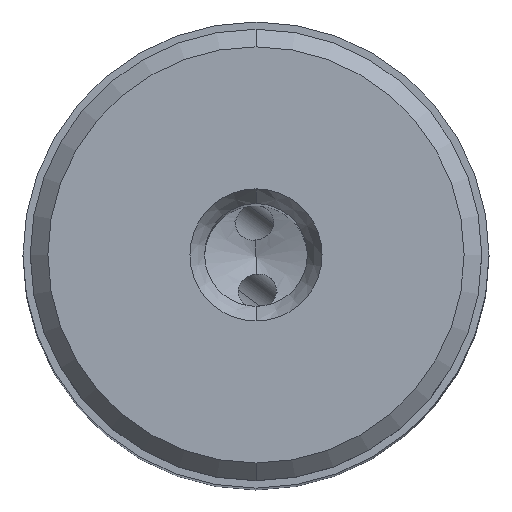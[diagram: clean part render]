
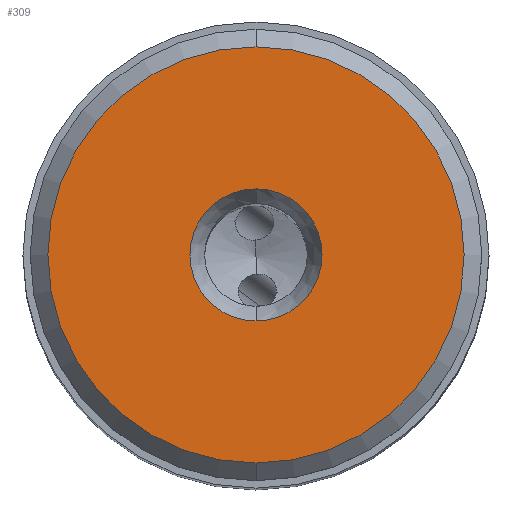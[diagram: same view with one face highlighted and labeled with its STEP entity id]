
A CAD part, top view. The second image highlights one B-rep face of the part: STEP entity #309.
In plain terms, the highlighted planar face has unit normal (0, 0, 1).
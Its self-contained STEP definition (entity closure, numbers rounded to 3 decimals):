
#117=FACE_BOUND('',#846,.T.);
#118=FACE_BOUND('',#847,.T.);
#189=PLANE('',#4196);
#309=ADVANCED_FACE('',(#117,#118),#189,.T.);
#846=EDGE_LOOP('',(#2207,#2208));
#847=EDGE_LOOP('',(#2209,#2210));
#1505=CIRCLE('',#4191,4.5);
#1506=CIRCLE('',#4193,14.175);
#1507=CIRCLE('',#4194,14.175);
#1508=CIRCLE('',#4195,4.5);
#2207=ORIENTED_EDGE('',*,*,#3484,.F.);
#2208=ORIENTED_EDGE('',*,*,#3485,.F.);
#2209=ORIENTED_EDGE('',*,*,#3486,.F.);
#2210=ORIENTED_EDGE('',*,*,#3483,.F.);
#3008=VERTEX_POINT('',#8793);
#3009=VERTEX_POINT('',#8795);
#3010=VERTEX_POINT('',#8799);
#3011=VERTEX_POINT('',#8800);
#3483=EDGE_CURVE('',#3009,#3008,#1505,.T.);
#3484=EDGE_CURVE('',#3010,#3011,#1506,.T.);
#3485=EDGE_CURVE('',#3011,#3010,#1507,.T.);
#3486=EDGE_CURVE('',#3008,#3009,#1508,.T.);
#4191=AXIS2_PLACEMENT_3D('',#8796,#4947,#4948);
#4193=AXIS2_PLACEMENT_3D('',#8798,#4951,#4952);
#4194=AXIS2_PLACEMENT_3D('',#8801,#4953,#4954);
#4195=AXIS2_PLACEMENT_3D('',#8802,#4955,#4956);
#4196=AXIS2_PLACEMENT_3D('',#8803,#4957,#4958);
#4947=DIRECTION('',(0.,0.,1.));
#4948=DIRECTION('',(0.,-1.,0.));
#4951=DIRECTION('',(0.,0.,-1.));
#4952=DIRECTION('',(0.,-1.,0.));
#4953=DIRECTION('',(0.,0.,-1.));
#4954=DIRECTION('',(0.,1.,0.));
#4955=DIRECTION('',(0.,0.,1.));
#4956=DIRECTION('',(0.,1.,0.));
#4957=DIRECTION('',(0.,0.,1.));
#4958=DIRECTION('',(-1.,0.,0.));
#8793=CARTESIAN_POINT('',(0.,4.5,0.));
#8795=CARTESIAN_POINT('',(0.,-4.5,0.));
#8796=CARTESIAN_POINT('',(0.,0.,0.));
#8798=CARTESIAN_POINT('',(0.,0.,0.));
#8799=CARTESIAN_POINT('',(0.,-14.175,0.));
#8800=CARTESIAN_POINT('',(0.,14.175,0.));
#8801=CARTESIAN_POINT('',(0.,0.,0.));
#8802=CARTESIAN_POINT('',(0.,0.,0.));
#8803=CARTESIAN_POINT('',(0.,0.,0.));
